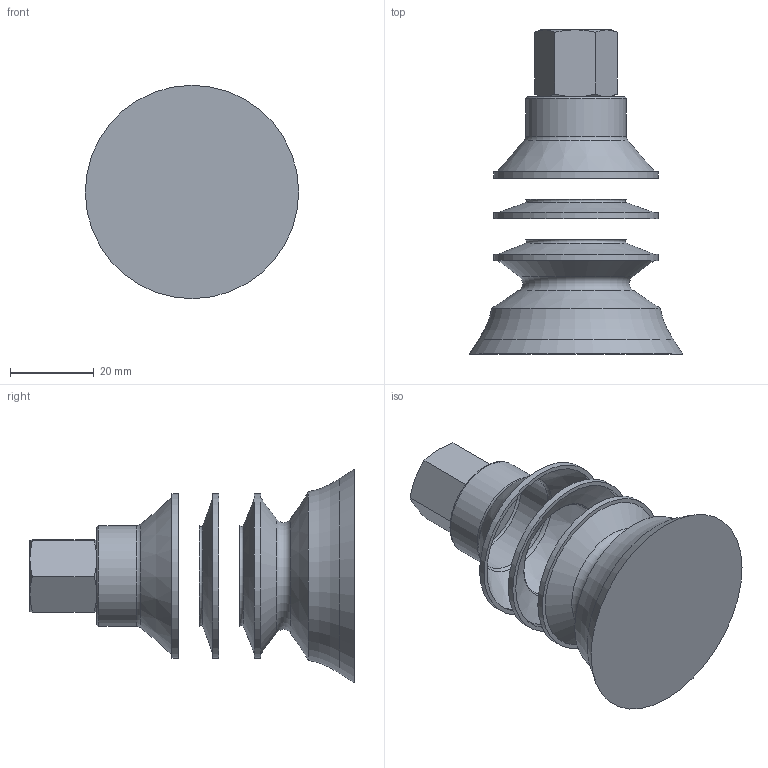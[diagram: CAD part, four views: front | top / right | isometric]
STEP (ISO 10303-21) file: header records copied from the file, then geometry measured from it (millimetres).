
FILE_DESCRIPTION(/* description */ (''),/* implementation_level */ '2;1');
FILE_NAME(/* name */ 'vfs51-3sh30cn_rac7r1-4h.stp',/* time_stamp */ '2020-10-14T16:11:34+02:00',/* author */ ('enginyeria'),/* organization */ (''),/* preprocessor_version */ 'ST-DEVELOPER v17.2',/* originating_system */ 'Autodesk Inventor 2019',/* authorisation */ '');
FILE_SCHEMA (('CONFIG_CONTROL_DESIGN'));
Length unit declared in the file: millimetre
Products named in the file (1): vfs51-3sh30sb_rac7r1-4h
Bounding box: 51 x 77.5 x 51 mm (x, y, z)
Volume: 56211.8 mm3; surface area: 13733.5 mm2
Topology: 1 solids, 2 shells, 51 faces, 123 edges, 83 vertices
Faces by surface type: cone 22, plane 17, cylinder 6, torus 6
Full cylindrical faces by diameter (mm): 9 x1, 13 x1, 24 x1, 39.3 x3
Entity records: 1613 total; most frequent: CARTESIAN_POINT 305, DIRECTION 278, ORIENTED_EDGE 244, AXIS2_PLACEMENT_3D 128, EDGE_CURVE 122, VERTEX_POINT 83, CIRCLE 76, EDGE_LOOP 59
